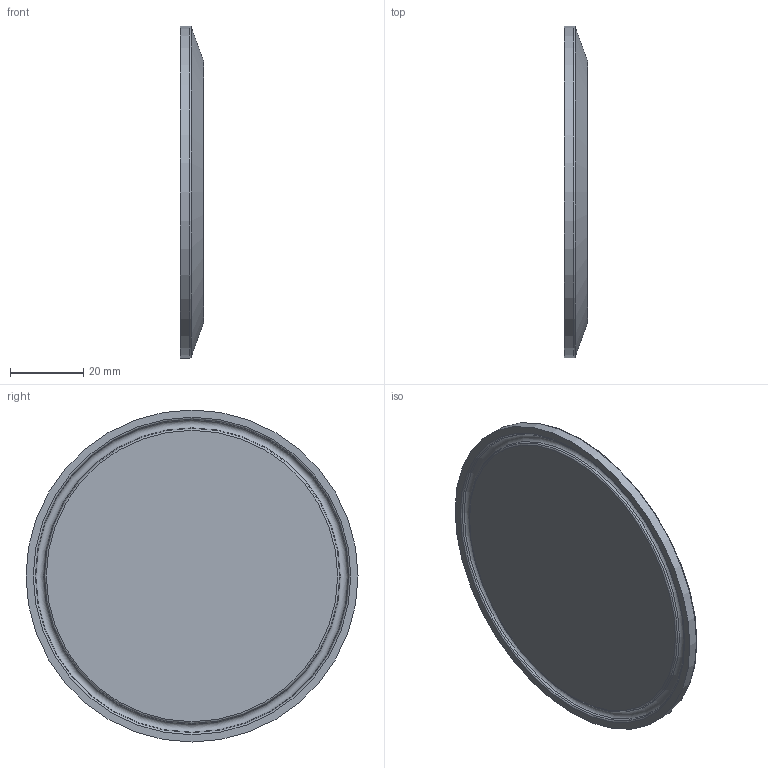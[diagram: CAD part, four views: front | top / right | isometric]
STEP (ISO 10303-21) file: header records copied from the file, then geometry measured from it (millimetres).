
FILE_DESCRIPTION(/* description */ (''),/* implementation_level */ '2;1');
FILE_NAME(/* name */ 'S16AMP-3.stp',/* time_stamp */ '2018-11-26T10:10:50-05:00',/* author */ ('rick'),/* organization */ (''),/* preprocessor_version */ 'ST-DEVELOPER v15.2',/* originating_system */ 'Autodesk Inventor 2014',/* authorisation */ '');
FILE_SCHEMA (('AUTOMOTIVE_DESIGN { 1 0 10303 214 3 1 1 }'));
Length unit declared in the file: inch
Products named in the file (1): S16AMP-3
Bounding box: 6.35 x 90.91 x 90.91 mm (x, y, z)
Volume: 35841.5 mm3; surface area: 14380.5 mm2
Topology: 1 solids, 1 shells, 367 faces, 986 edges, 655 vertices
Faces by surface type: bspline 182, plane 176, torus 5, cone 3, cylinder 1
Full cylindrical faces by diameter (mm): 90.907 x1
Entity records: 12883 total; most frequent: CARTESIAN_POINT 4912, ORIENTED_EDGE 1954, DIRECTION 996, EDGE_CURVE 977, VERTEX_POINT 655, LINE 602, VECTOR 602, EDGE_LOOP 410
